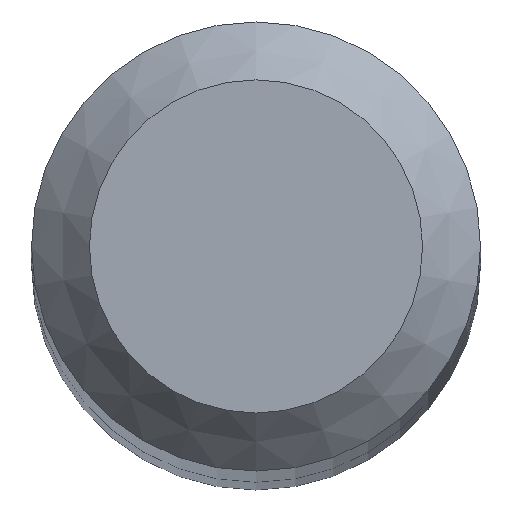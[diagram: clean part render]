
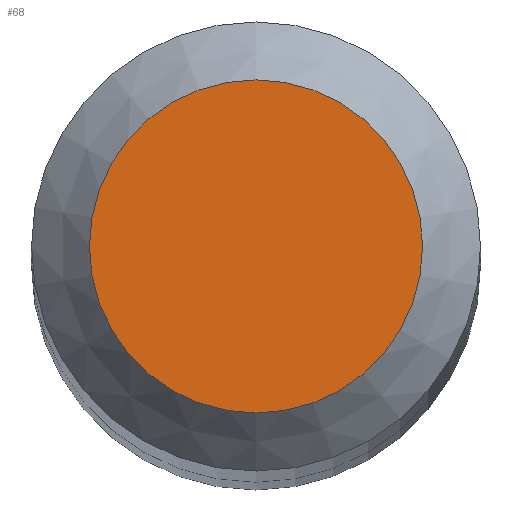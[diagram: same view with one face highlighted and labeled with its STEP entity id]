
A CAD part, top view. The second image highlights one B-rep face of the part: STEP entity #68.
In plain terms, the highlighted planar face has unit normal (0, 0, 1).
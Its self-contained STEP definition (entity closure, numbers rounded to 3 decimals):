
#3 = CIRCLE ( 'NONE', #166, 0.575 ) ;
#17 = AXIS2_PLACEMENT_3D ( 'NONE', #194, #48, #33 ) ;
#33 = DIRECTION ( 'NONE',  ( 0., 1., 0. ) ) ;
#43 = VERTEX_POINT ( 'NONE', #125 ) ;
#48 = DIRECTION ( 'NONE',  ( 0., 0., -1. ) ) ;
#68 = ADVANCED_FACE ( 'NONE', ( #137 ), #191, .F. ) ;
#69 = CARTESIAN_POINT ( 'NONE',  ( 0., 0., 38. ) ) ;
#103 = EDGE_LOOP ( 'NONE', ( #156 ) ) ;
#115 = EDGE_CURVE ( 'NONE', #43, #43, #3, .T. ) ;
#125 = CARTESIAN_POINT ( 'NONE',  ( 0., 0.575, 38. ) ) ;
#137 = FACE_OUTER_BOUND ( 'NONE', #103, .T. ) ;
#156 = ORIENTED_EDGE ( 'NONE', *, *, #115, .F. ) ;
#166 = AXIS2_PLACEMENT_3D ( 'NONE', #69, #180, #182 ) ;
#180 = DIRECTION ( 'NONE',  ( 0., 0., -1. ) ) ;
#182 = DIRECTION ( 'NONE',  ( 0., 1., 0. ) ) ;
#191 = PLANE ( 'NONE',  #17 ) ;
#194 = CARTESIAN_POINT ( 'NONE',  ( 0., 0., 38. ) ) ;
